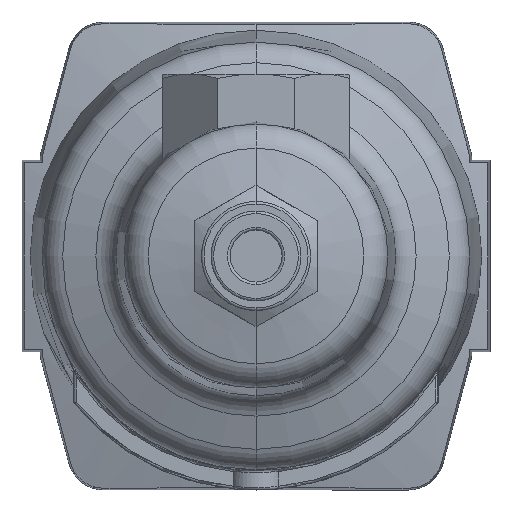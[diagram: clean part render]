
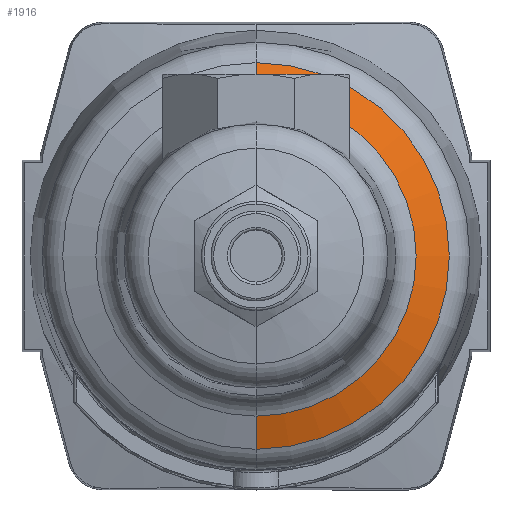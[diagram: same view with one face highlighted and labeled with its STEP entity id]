
A CAD part, front view. The second image highlights one B-rep face of the part: STEP entity #1916.
In plain terms, the highlighted conical face has half-angle 70 degrees and reference radius 40.978 mm.
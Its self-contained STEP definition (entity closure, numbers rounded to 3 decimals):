
#1911 = EDGE_CURVE ( 'NONE', #1915, #2058, #7534, .T. ) ;
#1914 = VERTEX_POINT ( 'NONE', #7542 ) ;
#1915 = VERTEX_POINT ( 'NONE', #7536 ) ;
#1916 = ADVANCED_FACE ( 'NONE', ( #7590 ), #7599, .T. ) ;
#1917 = ORIENTED_EDGE ( 'NONE', *, *, #2052, .T. ) ;
#1919 = ORIENTED_EDGE ( 'NONE', *, *, #2057, .T. ) ;
#1925 = EDGE_LOOP ( 'NONE', ( #1917, #2064, #1919, #2038 ) ) ;
#2038 = ORIENTED_EDGE ( 'NONE', *, *, #2062, .F. ) ;
#2039 = VERTEX_POINT ( 'NONE', #8009 ) ;
#2052 = EDGE_CURVE ( 'NONE', #1914, #1915, #8101, .T. ) ;
#2057 = EDGE_CURVE ( 'NONE', #2058, #2039, #8077, .T. ) ;
#2058 = VERTEX_POINT ( 'NONE', #8080 ) ;
#2062 = EDGE_CURVE ( 'NONE', #1914, #2039, #8049, .T. ) ;
#2064 = ORIENTED_EDGE ( 'NONE', *, *, #1911, .T. ) ;
#7534 = LINE ( 'NONE', #7605, #7604 ) ;
#7536 = CARTESIAN_POINT ( 'NONE',  ( 0., -109.816, -30.803 ) ) ;
#7542 = CARTESIAN_POINT ( 'NONE',  ( 0., -109.816, 30.803 ) ) ;
#7551 = AXIS2_PLACEMENT_3D ( 'NONE', #7606, #7592, #7602 ) ;
#7590 = FACE_OUTER_BOUND ( 'NONE', #1925, .T. ) ;
#7592 = DIRECTION ( 'NONE',  ( 0., 1., 0. ) ) ;
#7599 = CONICAL_SURFACE ( 'NONE', #7551, 40.978, 1.222 ) ;
#7602 = DIRECTION ( 'NONE',  ( 0., 0., 1. ) ) ;
#7603 = DIRECTION ( 'NONE',  ( 0., 0.342, -0.94 ) ) ;
#7604 = VECTOR ( 'NONE', #7603, 1000. ) ;
#7605 = CARTESIAN_POINT ( 'NONE',  ( 0., -106.113, -40.978 ) ) ;
#7606 = CARTESIAN_POINT ( 'NONE',  ( 0., -106.113, 0. ) ) ;
#8009 = CARTESIAN_POINT ( 'NONE',  ( 0., -107.497, 37.175 ) ) ;
#8046 = DIRECTION ( 'NONE',  ( 0., 0.342, 0.94 ) ) ;
#8047 = VECTOR ( 'NONE', #8046, 1000. ) ;
#8048 = CARTESIAN_POINT ( 'NONE',  ( 0., -106.113, 40.978 ) ) ;
#8049 = LINE ( 'NONE', #8048, #8047 ) ;
#8068 = DIRECTION ( 'NONE',  ( 0., 0., -1. ) ) ;
#8069 = DIRECTION ( 'NONE',  ( 0., -1., 0. ) ) ;
#8070 = CARTESIAN_POINT ( 'NONE',  ( 0., -107.497, 0. ) ) ;
#8071 = AXIS2_PLACEMENT_3D ( 'NONE', #8070, #8069, #8068 ) ;
#8077 = CIRCLE ( 'NONE', #8071, 37.175 ) ;
#8078 = DIRECTION ( 'NONE',  ( 0., 0., 1. ) ) ;
#8079 = DIRECTION ( 'NONE',  ( 0., 1., 0. ) ) ;
#8080 = CARTESIAN_POINT ( 'NONE',  ( 0., -107.497, -37.175 ) ) ;
#8096 = AXIS2_PLACEMENT_3D ( 'NONE', #8102, #8079, #8078 ) ;
#8101 = CIRCLE ( 'NONE', #8096, 30.803 ) ;
#8102 = CARTESIAN_POINT ( 'NONE',  ( 0., -109.816, 0. ) ) ;
